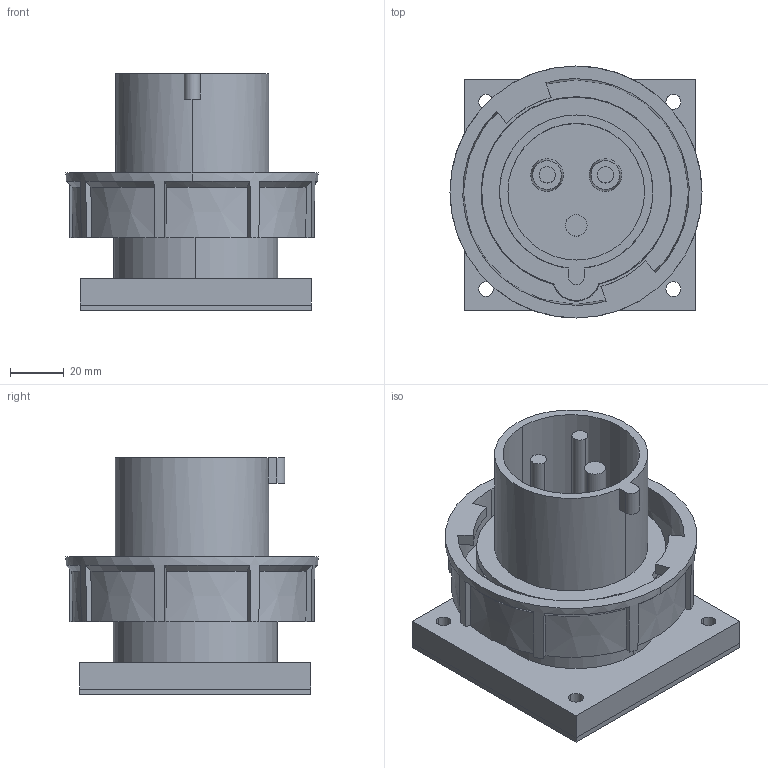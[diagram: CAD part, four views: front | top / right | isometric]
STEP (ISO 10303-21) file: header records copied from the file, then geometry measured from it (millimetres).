
FILE_DESCRIPTION (( 'STEP AP214' ), '1' );
FILE_NAME ('PSR31-032-3-0-67 Âèëêà âñòð. ÑÑÈ-3232 32À-6÷ 220Â 2P+PE IP67 IEK.STEP', '2025-12-10T07:41:56', ( '' ), ( '' ), 'SwSTEP 2.0', 'SolidWorks 2022', '' );
FILE_SCHEMA (( 'AUTOMOTIVE_DESIGN' ));
Length unit declared in the file: millimetre
Products named in the file (1): PSR31-032-3-0-67 Вилка встр. ССИ-3232 32А-6ч 220В 2P+PE IP67 IEK
Bounding box: 93.5 x 93.5 x 87.9 mm (x, y, z)
Volume: 190637.3 mm3; surface area: 83645 mm2
Topology: 3 solids, 3 shells, 393 faces, 1056 edges, 693 vertices
Faces by surface type: plane 235, cylinder 90, cone 64, sphere 2, torus 2
Entity records: 13221 total; most frequent: CARTESIAN_POINT 3331, ORIENTED_EDGE 2100, DIRECTION 1992, EDGE_CURVE 1050, AXIS2_PLACEMENT_3D 697, VERTEX_POINT 693, LINE 598, VECTOR 598
